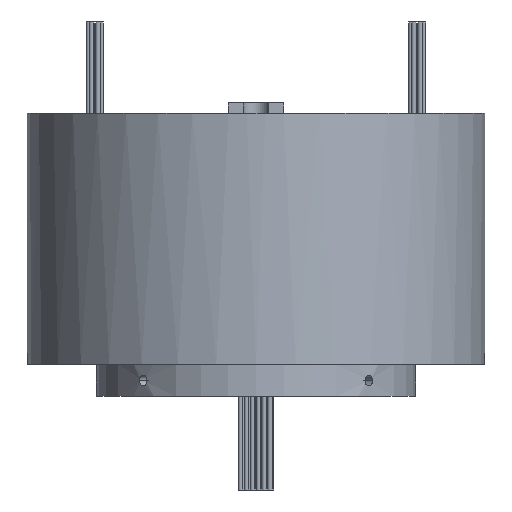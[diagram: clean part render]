
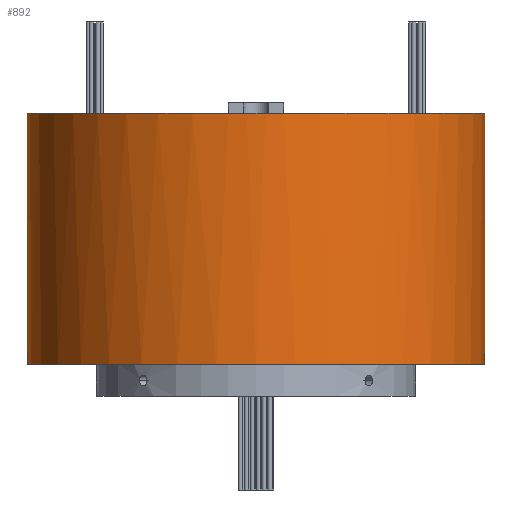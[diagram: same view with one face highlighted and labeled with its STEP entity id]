
A CAD part, front view. The second image highlights one B-rep face of the part: STEP entity #892.
In plain terms, the highlighted cylindrical face has radius 107.5 mm (diameter 215 mm), a partial arc.
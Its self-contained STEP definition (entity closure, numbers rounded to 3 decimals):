
#97 = DIRECTION ( 'NONE',  ( 0., 0., -1. ) ) ;
#271 = DIRECTION ( 'NONE',  ( 0., 0., 1. ) ) ;
#338 = EDGE_CURVE ( 'NONE', #3584, #1322, #2958, .T. ) ;
#510 = AXIS2_PLACEMENT_3D ( 'NONE', #2918, #271, #3356 ) ;
#596 = VECTOR ( 'NONE', #4700, 1000. ) ;
#599 = CIRCLE ( 'NONE', #3532, 107.5 ) ;
#650 = DIRECTION ( 'NONE',  ( 0., 0., 1. ) ) ;
#892 = ADVANCED_FACE ( 'NONE', ( #4253 ), #2950, .T. ) ;
#1038 = ORIENTED_EDGE ( 'NONE', *, *, #1316, .T. ) ;
#1200 = CARTESIAN_POINT ( 'NONE',  ( 13., -106.711, 133. ) ) ;
#1251 = VERTEX_POINT ( 'NONE', #4631 ) ;
#1268 = CARTESIAN_POINT ( 'NONE',  ( 0., 0., 133. ) ) ;
#1295 = CIRCLE ( 'NONE', #510, 107.5 ) ;
#1316 = EDGE_CURVE ( 'NONE', #1251, #1322, #1295, .T. ) ;
#1322 = VERTEX_POINT ( 'NONE', #2452 ) ;
#1363 = CARTESIAN_POINT ( 'NONE',  ( 107.5, 0., 133. ) ) ;
#1393 = EDGE_CURVE ( 'NONE', #1928, #4680, #5414, .T. ) ;
#1601 = CARTESIAN_POINT ( 'NONE',  ( 107.5, 0., 133. ) ) ;
#1704 = CARTESIAN_POINT ( 'NONE',  ( 0., 0., 133. ) ) ;
#1705 = DIRECTION ( 'NONE',  ( 1., 0., 0. ) ) ;
#1928 = VERTEX_POINT ( 'NONE', #2707 ) ;
#2161 = DIRECTION ( 'NONE',  ( 1., 0., 0. ) ) ;
#2253 = ORIENTED_EDGE ( 'NONE', *, *, #2600, .T. ) ;
#2368 = CARTESIAN_POINT ( 'NONE',  ( 0., 0., 133. ) ) ;
#2452 = CARTESIAN_POINT ( 'NONE',  ( 107.5, 0., 15. ) ) ;
#2600 = EDGE_CURVE ( 'NONE', #1928, #1251, #2677, .T. ) ;
#2658 = ORIENTED_EDGE ( 'NONE', *, *, #1393, .F. ) ;
#2677 = LINE ( 'NONE', #4950, #4878 ) ;
#2707 = CARTESIAN_POINT ( 'NONE',  ( -107.5, 0., 133. ) ) ;
#2815 = DIRECTION ( 'NONE',  ( -1., 0., 0. ) ) ;
#2918 = CARTESIAN_POINT ( 'NONE',  ( 0., 0., 15. ) ) ;
#2950 = CYLINDRICAL_SURFACE ( 'NONE', #3396, 107.5 ) ;
#2958 = LINE ( 'NONE', #1601, #596 ) ;
#3003 = AXIS2_PLACEMENT_3D ( 'NONE', #1704, #4791, #2161 ) ;
#3245 = ORIENTED_EDGE ( 'NONE', *, *, #4992, .F. ) ;
#3296 = CARTESIAN_POINT ( 'NONE',  ( 0., 0., 133. ) ) ;
#3356 = DIRECTION ( 'NONE',  ( 1., 0., 0. ) ) ;
#3396 = AXIS2_PLACEMENT_3D ( 'NONE', #2368, #5005, #2815 ) ;
#3532 = AXIS2_PLACEMENT_3D ( 'NONE', #1268, #4358, #1705 ) ;
#3584 = VERTEX_POINT ( 'NONE', #1363 ) ;
#3616 = ORIENTED_EDGE ( 'NONE', *, *, #338, .F. ) ;
#3735 = DIRECTION ( 'NONE',  ( 1., 0., 0. ) ) ;
#3758 = AXIS2_PLACEMENT_3D ( 'NONE', #3296, #650, #3735 ) ;
#3969 = EDGE_CURVE ( 'NONE', #4680, #4941, #4554, .T. ) ;
#4253 = FACE_OUTER_BOUND ( 'NONE', #5417, .T. ) ;
#4358 = DIRECTION ( 'NONE',  ( 0., 0., 1. ) ) ;
#4554 = CIRCLE ( 'NONE', #3003, 107.5 ) ;
#4631 = CARTESIAN_POINT ( 'NONE',  ( -107.5, 0., 15. ) ) ;
#4680 = VERTEX_POINT ( 'NONE', #5054 ) ;
#4700 = DIRECTION ( 'NONE',  ( 0., 0., -1. ) ) ;
#4791 = DIRECTION ( 'NONE',  ( 0., 0., 1. ) ) ;
#4878 = VECTOR ( 'NONE', #97, 1000. ) ;
#4941 = VERTEX_POINT ( 'NONE', #1200 ) ;
#4950 = CARTESIAN_POINT ( 'NONE',  ( -107.5, 0., 133. ) ) ;
#4992 = EDGE_CURVE ( 'NONE', #4941, #3584, #599, .T. ) ;
#5005 = DIRECTION ( 'NONE',  ( 0., 0., -1. ) ) ;
#5054 = CARTESIAN_POINT ( 'NONE',  ( -13., -106.711, 133. ) ) ;
#5325 = ORIENTED_EDGE ( 'NONE', *, *, #3969, .F. ) ;
#5414 = CIRCLE ( 'NONE', #3758, 107.5 ) ;
#5417 = EDGE_LOOP ( 'NONE', ( #3616, #3245, #5325, #2658, #2253, #1038 ) ) ;
